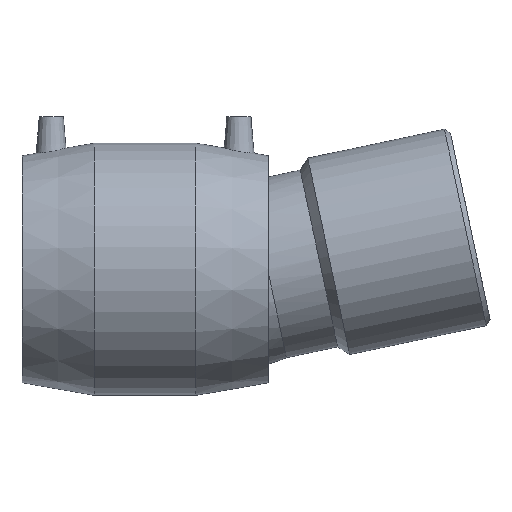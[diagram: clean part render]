
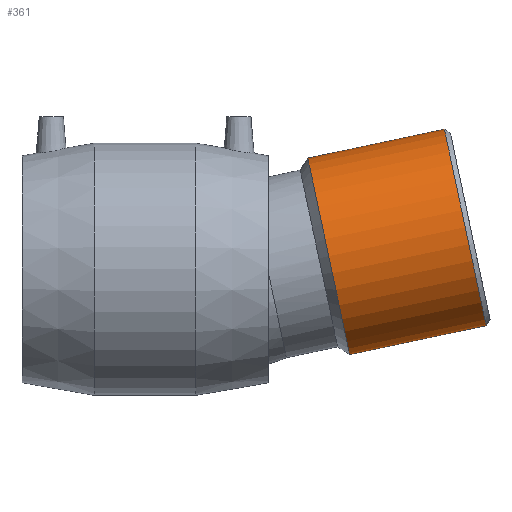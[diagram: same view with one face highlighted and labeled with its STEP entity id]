
A CAD part, top view. The second image highlights one B-rep face of the part: STEP entity #361.
In plain terms, the highlighted cylindrical face has radius 62.5 mm (diameter 125 mm), a full revolution.
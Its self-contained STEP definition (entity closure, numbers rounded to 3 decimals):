
#27=CYLINDRICAL_SURFACE('',#398,62.5);
#52=FACE_BOUND('',#116,.T.);
#81=FACE_OUTER_BOUND('',#115,.T.);
#115=EDGE_LOOP('',(#278));
#116=EDGE_LOOP('',(#279));
#173=CIRCLE('',#395,62.5);
#175=CIRCLE('',#399,62.5);
#202=VERTEX_POINT('',#600);
#204=VERTEX_POINT('',#606);
#236=EDGE_CURVE('',#202,#202,#173,.T.);
#238=EDGE_CURVE('',#204,#204,#175,.T.);
#278=ORIENTED_EDGE('',*,*,#238,.F.);
#279=ORIENTED_EDGE('',*,*,#236,.F.);
#361=ADVANCED_FACE('',(#81,#52),#27,.T.);
#395=AXIS2_PLACEMENT_3D('',#601,#466,#467);
#398=AXIS2_PLACEMENT_3D('',#605,#472,#473);
#399=AXIS2_PLACEMENT_3D('',#607,#474,#475);
#466=DIRECTION('center_axis',(0.978,0.208,0.));
#467=DIRECTION('ref_axis',(-0.208,0.978,0.));
#472=DIRECTION('center_axis',(-0.978,-0.208,0.));
#473=DIRECTION('ref_axis',(0.208,-0.978,0.));
#474=DIRECTION('center_axis',(-0.978,-0.208,0.));
#475=DIRECTION('ref_axis',(0.208,-0.978,0.));
#600=CARTESIAN_POINT('',(212.279,-35.068,0.));
#601=CARTESIAN_POINT('Origin',(199.284,26.067,0.));
#605=CARTESIAN_POINT('Origin',(158.339,17.364,0.));
#606=CARTESIAN_POINT('',(127.317,-53.127,0.));
#607=CARTESIAN_POINT('Origin',(114.322,8.007,0.));
